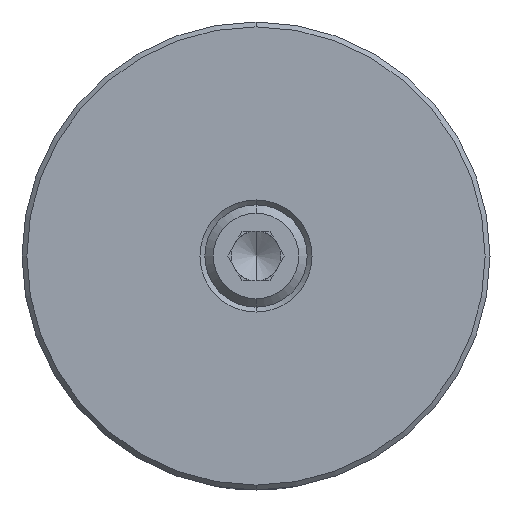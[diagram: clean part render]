
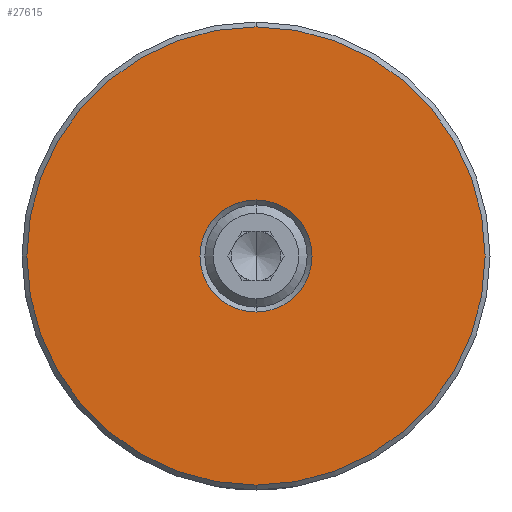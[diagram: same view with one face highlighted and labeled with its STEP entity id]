
A CAD part, left-side view. The second image highlights one B-rep face of the part: STEP entity #27615.
In plain terms, the highlighted planar face has unit normal (-1, 0, 0).
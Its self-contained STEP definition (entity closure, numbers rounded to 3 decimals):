
#99 = ORIENTED_EDGE ( 'NONE', *, *, #1914, .T. ) ;
#100 = ORIENTED_EDGE ( 'NONE', *, *, #5169, .T. ) ;
#102 = ORIENTED_EDGE ( 'NONE', *, *, #20047, .T. ) ;
#104 = ORIENTED_EDGE ( 'NONE', *, *, #20046, .T. ) ;
#1710 = VERTEX_POINT ( 'NONE', #3662 ) ;
#1711 = VERTEX_POINT ( 'NONE', #3663 ) ;
#1719 = VERTEX_POINT ( 'NONE', #3671 ) ;
#1722 = VERTEX_POINT ( 'NONE', #3674 ) ;
#1914 = EDGE_CURVE ( 'NONE', #1710, #1711, #23928, .T. ) ;
#3662 = CARTESIAN_POINT ( 'NONE',  ( -21.8, 0., -4.6 ) ) ;
#3663 = CARTESIAN_POINT ( 'NONE',  ( -21.8, 0., 4.6 ) ) ;
#3671 = CARTESIAN_POINT ( 'NONE',  ( -21.8, 0., -18.8 ) ) ;
#3674 = CARTESIAN_POINT ( 'NONE',  ( -21.8, 0., 18.8 ) ) ;
#4361 = CARTESIAN_POINT ( 'NONE',  ( -21.8, 0., 0. ) ) ;
#4362 = DIRECTION ( 'NONE',  ( 1., 0., 0. ) ) ;
#4363 = DIRECTION ( 'NONE',  ( 0., 0., 1. ) ) ;
#5169 = EDGE_CURVE ( 'NONE', #1719, #1722, #14396, .T. ) ;
#8949 = AXIS2_PLACEMENT_3D ( 'NONE', #18684, #18685, #18686 ) ;
#8950 = AXIS2_PLACEMENT_3D ( 'NONE', #18687, #18688, #18689 ) ;
#13236 = AXIS2_PLACEMENT_3D ( 'NONE', #4361, #4362, #4363 ) ;
#13295 = AXIS2_PLACEMENT_3D ( 'NONE', #13930, #13931, #13932 ) ;
#13930 = CARTESIAN_POINT ( 'NONE',  ( -21.8, 0., 0. ) ) ;
#13931 = DIRECTION ( 'NONE',  ( -1., 0., 0. ) ) ;
#13932 = DIRECTION ( 'NONE',  ( 0., 0., 1. ) ) ;
#14396 = CIRCLE ( 'NONE', #13295, 18.8 ) ;
#14805 = EDGE_LOOP ( 'NONE', ( #102, #100 ) ) ;
#14847 = EDGE_LOOP ( 'NONE', ( #99, #104 ) ) ;
#17973 = CIRCLE ( 'NONE', #8949, 4.6 ) ;
#17974 = CIRCLE ( 'NONE', #8950, 18.8 ) ;
#18684 = CARTESIAN_POINT ( 'NONE',  ( -21.8, 0., 0. ) ) ;
#18685 = DIRECTION ( 'NONE',  ( 1., 0., 0. ) ) ;
#18686 = DIRECTION ( 'NONE',  ( 0., 0., 1. ) ) ;
#18687 = CARTESIAN_POINT ( 'NONE',  ( -21.8, 0., 0. ) ) ;
#18688 = DIRECTION ( 'NONE',  ( -1., 0., 0. ) ) ;
#18689 = DIRECTION ( 'NONE',  ( 0., 0., 1. ) ) ;
#20046 = EDGE_CURVE ( 'NONE', #1711, #1710, #17973, .T. ) ;
#20047 = EDGE_CURVE ( 'NONE', #1722, #1719, #17974, .T. ) ;
#20581 = AXIS2_PLACEMENT_3D ( 'NONE', #23044, #23043, #23048 ) ;
#23043 = DIRECTION ( 'NONE',  ( 1., 0., 0. ) ) ;
#23044 = CARTESIAN_POINT ( 'NONE',  ( -21.8, 0., 0. ) ) ;
#23046 = PLANE ( 'NONE',  #20581 ) ;
#23048 = DIRECTION ( 'NONE',  ( 0., 0., 1. ) ) ;
#23928 = CIRCLE ( 'NONE', #13236, 4.6 ) ;
#24149 = FACE_BOUND ( 'NONE', #14847, .T. ) ;
#24153 = FACE_OUTER_BOUND ( 'NONE', #14805, .T. ) ;
#27615 = ADVANCED_FACE ( 'NONE', ( #24149, #24153 ), #23046, .F. ) ;
